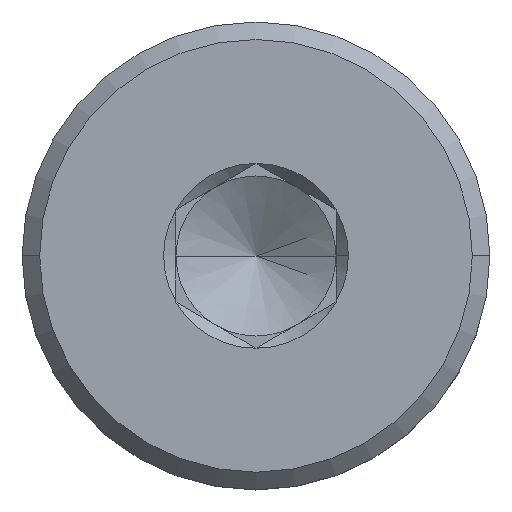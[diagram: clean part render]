
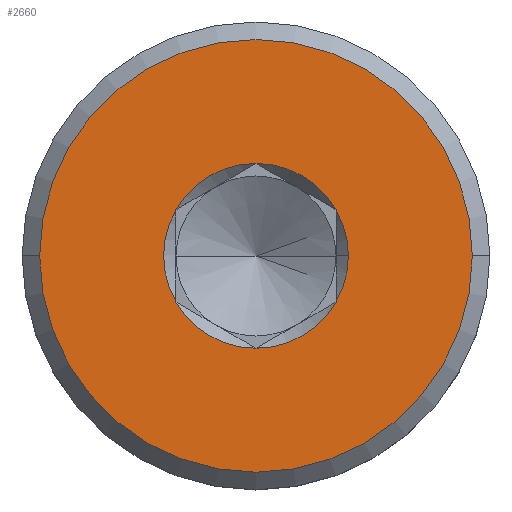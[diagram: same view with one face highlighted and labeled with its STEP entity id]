
A CAD part, top view. The second image highlights one B-rep face of the part: STEP entity #2660.
In plain terms, the highlighted planar face has unit normal (0, 0, 1).
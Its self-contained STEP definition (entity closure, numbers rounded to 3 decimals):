
#30 = CARTESIAN_POINT ( 'NONE',  ( -0.65, 0.375, 3.175 ) ) ;
#95 = DIRECTION ( 'NONE',  ( 1., 0., 0. ) ) ;
#141 = VERTEX_POINT ( 'NONE', #2050 ) ;
#203 = AXIS2_PLACEMENT_3D ( 'NONE', #1999, #1764, #2304 ) ;
#313 = EDGE_CURVE ( 'NONE', #141, #1057, #2727, .T. ) ;
#321 = DIRECTION ( 'NONE',  ( 1., 0., 0. ) ) ;
#331 = VERTEX_POINT ( 'NONE', #3079 ) ;
#387 = CARTESIAN_POINT ( 'NONE',  ( 0., 0., 3.175 ) ) ;
#393 = FACE_BOUND ( 'NONE', #588, .T. ) ;
#419 = DIRECTION ( 'NONE',  ( 1., 0., 0. ) ) ;
#462 = AXIS2_PLACEMENT_3D ( 'NONE', #946, #881, #2282 ) ;
#558 = CIRCLE ( 'NONE', #2389, 0.751 ) ;
#588 = EDGE_LOOP ( 'NONE', ( #669, #1624, #1055, #1088, #1818, #1392, #959 ) ) ;
#669 = ORIENTED_EDGE ( 'NONE', *, *, #3136, .F. ) ;
#674 = AXIS2_PLACEMENT_3D ( 'NONE', #2209, #3007, #1691 ) ;
#702 = EDGE_CURVE ( 'NONE', #3170, #1853, #558, .T. ) ;
#755 = PLANE ( 'NONE',  #1498 ) ;
#790 = DIRECTION ( 'NONE',  ( -1., 0., 0. ) ) ;
#798 = EDGE_CURVE ( 'NONE', #1853, #331, #2414, .T. ) ;
#843 = EDGE_CURVE ( 'NONE', #2995, #1785, #3371, .T. ) ;
#881 = DIRECTION ( 'NONE',  ( 0., 0., 1. ) ) ;
#923 = AXIS2_PLACEMENT_3D ( 'NONE', #387, #2774, #3287 ) ;
#930 = CARTESIAN_POINT ( 'NONE',  ( -0.65, -0.375, 3.175 ) ) ;
#942 = CARTESIAN_POINT ( 'NONE',  ( 0., 0., 3.175 ) ) ;
#946 = CARTESIAN_POINT ( 'NONE',  ( 0., 0., 3.175 ) ) ;
#954 = CARTESIAN_POINT ( 'NONE',  ( 1.757, 0., 3.175 ) ) ;
#959 = ORIENTED_EDGE ( 'NONE', *, *, #702, .F. ) ;
#960 = CARTESIAN_POINT ( 'NONE',  ( 0., -0.751, 3.175 ) ) ;
#962 = DIRECTION ( 'NONE',  ( 0., 0., 1. ) ) ;
#1055 = ORIENTED_EDGE ( 'NONE', *, *, #3113, .F. ) ;
#1057 = VERTEX_POINT ( 'NONE', #954 ) ;
#1088 = ORIENTED_EDGE ( 'NONE', *, *, #843, .F. ) ;
#1113 = CARTESIAN_POINT ( 'NONE',  ( 0., 0., 3.175 ) ) ;
#1198 = DIRECTION ( 'NONE',  ( 0., 0., 1. ) ) ;
#1312 = CIRCLE ( 'NONE', #923, 0.751 ) ;
#1323 = DIRECTION ( 'NONE',  ( 0., 0., -1. ) ) ;
#1392 = ORIENTED_EDGE ( 'NONE', *, *, #798, .F. ) ;
#1405 = CARTESIAN_POINT ( 'NONE',  ( 0., 0., 3.175 ) ) ;
#1498 = AXIS2_PLACEMENT_3D ( 'NONE', #1556, #1323, #790 ) ;
#1512 = EDGE_CURVE ( 'NONE', #1057, #141, #1555, .T. ) ;
#1537 = VERTEX_POINT ( 'NONE', #2368 ) ;
#1555 = CIRCLE ( 'NONE', #2663, 1.757 ) ;
#1556 = CARTESIAN_POINT ( 'NONE',  ( 0., 0.65, 3.175 ) ) ;
#1616 = CARTESIAN_POINT ( 'NONE',  ( 0., 0., 3.175 ) ) ;
#1624 = ORIENTED_EDGE ( 'NONE', *, *, #3325, .F. ) ;
#1691 = DIRECTION ( 'NONE',  ( 1., 0., 0. ) ) ;
#1746 = DIRECTION ( 'NONE',  ( 0., 0., 1. ) ) ;
#1764 = DIRECTION ( 'NONE',  ( 0., 0., 1. ) ) ;
#1785 = VERTEX_POINT ( 'NONE', #3153 ) ;
#1818 = ORIENTED_EDGE ( 'NONE', *, *, #3245, .F. ) ;
#1821 = AXIS2_PLACEMENT_3D ( 'NONE', #942, #1198, #419 ) ;
#1853 = VERTEX_POINT ( 'NONE', #960 ) ;
#1969 = ORIENTED_EDGE ( 'NONE', *, *, #313, .T. ) ;
#1989 = CARTESIAN_POINT ( 'NONE',  ( 0.751, 0., 3.175 ) ) ;
#1999 = CARTESIAN_POINT ( 'NONE',  ( 0., 0., 3.175 ) ) ;
#2050 = CARTESIAN_POINT ( 'NONE',  ( -1.757, 0., 3.175 ) ) ;
#2121 = CIRCLE ( 'NONE', #203, 0.751 ) ;
#2209 = CARTESIAN_POINT ( 'NONE',  ( 0., 0., 3.175 ) ) ;
#2276 = EDGE_LOOP ( 'NONE', ( #1969, #3002 ) ) ;
#2282 = DIRECTION ( 'NONE',  ( 1., 0., 0. ) ) ;
#2304 = DIRECTION ( 'NONE',  ( 1., 0., 0. ) ) ;
#2368 = CARTESIAN_POINT ( 'NONE',  ( 0., 0.751, 3.175 ) ) ;
#2389 = AXIS2_PLACEMENT_3D ( 'NONE', #1616, #3231, #321 ) ;
#2414 = CIRCLE ( 'NONE', #2551, 0.751 ) ;
#2551 = AXIS2_PLACEMENT_3D ( 'NONE', #1405, #1746, #3242 ) ;
#2566 = DIRECTION ( 'NONE',  ( 1., 0., 0. ) ) ;
#2597 = CARTESIAN_POINT ( 'NONE',  ( 0., 0., 3.175 ) ) ;
#2612 = CIRCLE ( 'NONE', #1821, 0.751 ) ;
#2660 = ADVANCED_FACE ( 'NONE', ( #393, #2849 ), #755, .F. ) ;
#2663 = AXIS2_PLACEMENT_3D ( 'NONE', #1113, #2664, #95 ) ;
#2664 = DIRECTION ( 'NONE',  ( 0., 0., 1. ) ) ;
#2727 = CIRCLE ( 'NONE', #2847, 1.757 ) ;
#2774 = DIRECTION ( 'NONE',  ( 0., 0., 1. ) ) ;
#2847 = AXIS2_PLACEMENT_3D ( 'NONE', #2597, #962, #2566 ) ;
#2849 = FACE_OUTER_BOUND ( 'NONE', #2276, .T. ) ;
#2869 = VERTEX_POINT ( 'NONE', #30 ) ;
#2995 = VERTEX_POINT ( 'NONE', #1989 ) ;
#3002 = ORIENTED_EDGE ( 'NONE', *, *, #1512, .T. ) ;
#3007 = DIRECTION ( 'NONE',  ( 0., 0., 1. ) ) ;
#3056 = CIRCLE ( 'NONE', #674, 0.751 ) ;
#3079 = CARTESIAN_POINT ( 'NONE',  ( 0.65, -0.375, 3.175 ) ) ;
#3113 = EDGE_CURVE ( 'NONE', #1785, #1537, #2612, .T. ) ;
#3136 = EDGE_CURVE ( 'NONE', #2869, #3170, #2121, .T. ) ;
#3153 = CARTESIAN_POINT ( 'NONE',  ( 0.65, 0.375, 3.175 ) ) ;
#3170 = VERTEX_POINT ( 'NONE', #930 ) ;
#3231 = DIRECTION ( 'NONE',  ( 0., 0., 1. ) ) ;
#3242 = DIRECTION ( 'NONE',  ( 1., 0., 0. ) ) ;
#3245 = EDGE_CURVE ( 'NONE', #331, #2995, #3056, .T. ) ;
#3287 = DIRECTION ( 'NONE',  ( 1., 0., 0. ) ) ;
#3325 = EDGE_CURVE ( 'NONE', #1537, #2869, #1312, .T. ) ;
#3371 = CIRCLE ( 'NONE', #462, 0.751 ) ;
